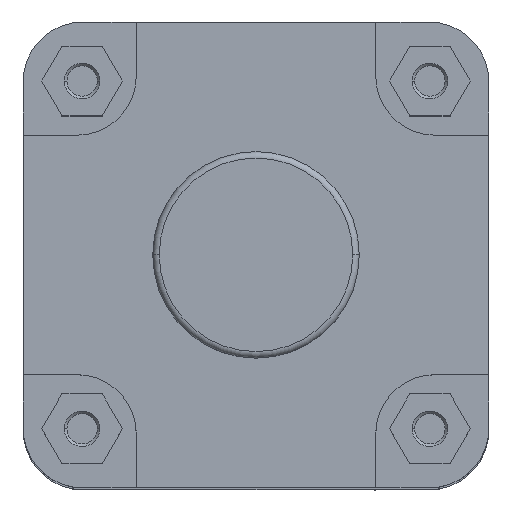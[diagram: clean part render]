
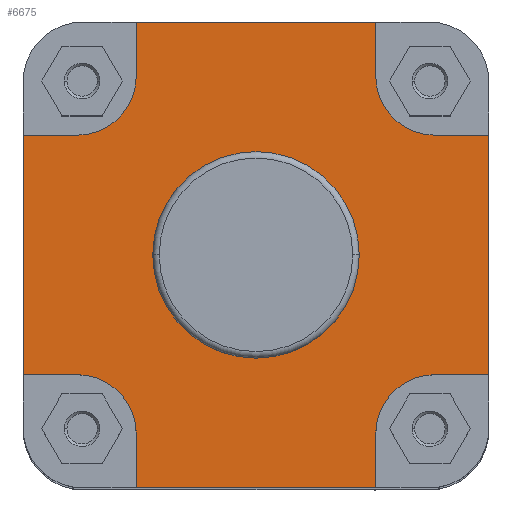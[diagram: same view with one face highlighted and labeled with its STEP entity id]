
A CAD part, top view. The second image highlights one B-rep face of the part: STEP entity #6675.
In plain terms, the highlighted planar face has unit normal (0, 0, 1).
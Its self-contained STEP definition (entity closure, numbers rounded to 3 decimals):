
#343 = EDGE_CURVE ( 'NONE', #1574, #1573, #2721, .T. ) ;
#415 = EDGE_CURVE ( 'NONE', #1506, #1507, #2835, .T. ) ;
#416 = EDGE_CURVE ( 'NONE', #1504, #1505, #2839, .T. ) ;
#417 = EDGE_CURVE ( 'NONE', #1573, #1574, #2845, .T. ) ;
#418 = EDGE_CURVE ( 'NONE', #1508, #1507, #2842, .T. ) ;
#419 = EDGE_CURVE ( 'NONE', #1505, #1506, #2848, .T. ) ;
#420 = EDGE_CURVE ( 'NONE', #1504, #1503, #2847, .T. ) ;
#421 = EDGE_CURVE ( 'NONE', #1502, #1503, #2849, .T. ) ;
#422 = EDGE_CURVE ( 'NONE', #1501, #1502, #2853, .T. ) ;
#423 = EDGE_CURVE ( 'NONE', #1500, #1501, #2852, .T. ) ;
#424 = EDGE_CURVE ( 'NONE', #1499, #1500, #2851, .T. ) ;
#425 = EDGE_CURVE ( 'NONE', #1498, #1499, #4081, .T. ) ;
#426 = EDGE_CURVE ( 'NONE', #1497, #1498, #4085, .T. ) ;
#427 = EDGE_CURVE ( 'NONE', #1496, #1497, #4084, .T. ) ;
#428 = EDGE_CURVE ( 'NONE', #1495, #1496, #4083, .T. ) ;
#429 = EDGE_CURVE ( 'NONE', #1494, #1495, #4088, .T. ) ;
#430 = EDGE_CURVE ( 'NONE', #1493, #1494, #4093, .T. ) ;
#431 = EDGE_CURVE ( 'NONE', #1508, #1493, #4092, .T. ) ;
#645 = AXIS2_PLACEMENT_3D ( 'NONE', #3424, #3426, #3427 ) ;
#669 = AXIS2_PLACEMENT_3D ( 'NONE', #3602, #3603, #3604 ) ;
#670 = AXIS2_PLACEMENT_3D ( 'NONE', #3609, #3610, #3611 ) ;
#671 = AXIS2_PLACEMENT_3D ( 'NONE', #3596, #3597, #3598 ) ;
#674 = AXIS2_PLACEMENT_3D ( 'NONE', #3618, #3619, #3620 ) ;
#675 = AXIS2_PLACEMENT_3D ( 'NONE', #3627, #3628, #3629 ) ;
#749 = AXIS2_PLACEMENT_3D ( 'NONE', #5140, #5156, #5157 ) ;
#1493 = VERTEX_POINT ( 'NONE', #4040 ) ;
#1494 = VERTEX_POINT ( 'NONE', #4041 ) ;
#1495 = VERTEX_POINT ( 'NONE', #4042 ) ;
#1496 = VERTEX_POINT ( 'NONE', #4043 ) ;
#1497 = VERTEX_POINT ( 'NONE', #4044 ) ;
#1498 = VERTEX_POINT ( 'NONE', #4045 ) ;
#1499 = VERTEX_POINT ( 'NONE', #4046 ) ;
#1500 = VERTEX_POINT ( 'NONE', #4047 ) ;
#1501 = VERTEX_POINT ( 'NONE', #4048 ) ;
#1502 = VERTEX_POINT ( 'NONE', #4049 ) ;
#1503 = VERTEX_POINT ( 'NONE', #4050 ) ;
#1504 = VERTEX_POINT ( 'NONE', #4051 ) ;
#1505 = VERTEX_POINT ( 'NONE', #4052 ) ;
#1506 = VERTEX_POINT ( 'NONE', #4053 ) ;
#1507 = VERTEX_POINT ( 'NONE', #4054 ) ;
#1508 = VERTEX_POINT ( 'NONE', #4055 ) ;
#1573 = VERTEX_POINT ( 'NONE', #4910 ) ;
#1574 = VERTEX_POINT ( 'NONE', #4911 ) ;
#2721 = CIRCLE ( 'NONE', #645, 39.9 ) ;
#2835 = LINE ( 'NONE', #3593, #2836 ) ;
#2836 = VECTOR ( 'NONE', #3594, 1000. ) ;
#2838 = VECTOR ( 'NONE', #3601, 1000. ) ;
#2839 = LINE ( 'NONE', #3587, #2841 ) ;
#2841 = VECTOR ( 'NONE', #3595, 1000. ) ;
#2842 = LINE ( 'NONE', #3600, #2838 ) ;
#2843 = VECTOR ( 'NONE', #3605, 1000. ) ;
#2844 = VECTOR ( 'NONE', #3613, 1000. ) ;
#2845 = CIRCLE ( 'NONE', #671, 39.9 ) ;
#2847 = LINE ( 'NONE', #3599, #2843 ) ;
#2848 = CIRCLE ( 'NONE', #669, 23. ) ;
#2849 = LINE ( 'NONE', #3607, #2850 ) ;
#2850 = VECTOR ( 'NONE', #3608, 1000. ) ;
#2851 = LINE ( 'NONE', #3612, #4079 ) ;
#2852 = LINE ( 'NONE', #3606, #2844 ) ;
#2853 = CIRCLE ( 'NONE', #670, 23. ) ;
#3424 = CARTESIAN_POINT ( 'NONE',  ( 0., 0., -10. ) ) ;
#3426 = DIRECTION ( 'NONE',  ( 0., 0., 1. ) ) ;
#3427 = DIRECTION ( 'NONE',  ( 1., 0., 0. ) ) ;
#3587 = CARTESIAN_POINT ( 'NONE',  ( -46.25, -69.25, -10. ) ) ;
#3593 = CARTESIAN_POINT ( 'NONE',  ( -90., -46.25, -10. ) ) ;
#3594 = DIRECTION ( 'NONE',  ( -1., 0., 0. ) ) ;
#3595 = DIRECTION ( 'NONE',  ( 0., 1., 0. ) ) ;
#3596 = CARTESIAN_POINT ( 'NONE',  ( 0., 0., -10. ) ) ;
#3597 = DIRECTION ( 'NONE',  ( 0., 0., 1. ) ) ;
#3598 = DIRECTION ( 'NONE',  ( 1., 0., 0. ) ) ;
#3599 = CARTESIAN_POINT ( 'NONE',  ( 0., -90., -10. ) ) ;
#3600 = CARTESIAN_POINT ( 'NONE',  ( -90., -198.141, -10. ) ) ;
#3601 = DIRECTION ( 'NONE',  ( 0., -1., 0. ) ) ;
#3602 = CARTESIAN_POINT ( 'NONE',  ( -69.25, -69.25, -10. ) ) ;
#3603 = DIRECTION ( 'NONE',  ( 0., 0., 1. ) ) ;
#3604 = DIRECTION ( 'NONE',  ( -1., 0., 0. ) ) ;
#3605 = DIRECTION ( 'NONE',  ( 1., 0., 0. ) ) ;
#3606 = CARTESIAN_POINT ( 'NONE',  ( 69.25, -46.25, -10. ) ) ;
#3607 = CARTESIAN_POINT ( 'NONE',  ( 46.25, -90., -10. ) ) ;
#3608 = DIRECTION ( 'NONE',  ( 0., -1., 0. ) ) ;
#3609 = CARTESIAN_POINT ( 'NONE',  ( 69.25, -69.25, -10. ) ) ;
#3610 = DIRECTION ( 'NONE',  ( 0., 0., 1. ) ) ;
#3611 = DIRECTION ( 'NONE',  ( -1., 0., 0. ) ) ;
#3612 = CARTESIAN_POINT ( 'NONE',  ( 90., -198.141, -10. ) ) ;
#3613 = DIRECTION ( 'NONE',  ( -1., 0., 0. ) ) ;
#3614 = DIRECTION ( 'NONE',  ( 0., -1., 0. ) ) ;
#3615 = CARTESIAN_POINT ( 'NONE',  ( 46.25, 69.25, -10. ) ) ;
#3616 = CARTESIAN_POINT ( 'NONE',  ( 90., 46.25, -10. ) ) ;
#3617 = DIRECTION ( 'NONE',  ( 1., 0., 0. ) ) ;
#3618 = CARTESIAN_POINT ( 'NONE',  ( 69.25, 69.25, -10. ) ) ;
#3619 = DIRECTION ( 'NONE',  ( 0., 0., 1. ) ) ;
#3620 = DIRECTION ( 'NONE',  ( -1., 0., 0. ) ) ;
#3621 = CARTESIAN_POINT ( 'NONE',  ( 0., 90., -10. ) ) ;
#3622 = DIRECTION ( 'NONE',  ( 0., -1., 0. ) ) ;
#3623 = DIRECTION ( 'NONE',  ( 1., 0., 0. ) ) ;
#3624 = CARTESIAN_POINT ( 'NONE',  ( -69.25, 46.25, -10. ) ) ;
#3625 = CARTESIAN_POINT ( 'NONE',  ( -46.25, 90., -10. ) ) ;
#3626 = DIRECTION ( 'NONE',  ( 0., 1., 0. ) ) ;
#3627 = CARTESIAN_POINT ( 'NONE',  ( -69.25, 69.25, -10. ) ) ;
#3628 = DIRECTION ( 'NONE',  ( 0., 0., 1. ) ) ;
#3629 = DIRECTION ( 'NONE',  ( -1., 0., 0. ) ) ;
#3632 = DIRECTION ( 'NONE',  ( 1., 0., 0. ) ) ;
#4040 = CARTESIAN_POINT ( 'NONE',  ( -69.25, 46.25, -10. ) ) ;
#4041 = CARTESIAN_POINT ( 'NONE',  ( -46.25, 69.25, -10. ) ) ;
#4042 = CARTESIAN_POINT ( 'NONE',  ( -46.25, 90., -10. ) ) ;
#4043 = CARTESIAN_POINT ( 'NONE',  ( 46.25, 90., -10. ) ) ;
#4044 = CARTESIAN_POINT ( 'NONE',  ( 46.25, 69.25, -10. ) ) ;
#4045 = CARTESIAN_POINT ( 'NONE',  ( 69.25, 46.25, -10. ) ) ;
#4046 = CARTESIAN_POINT ( 'NONE',  ( 90., 46.25, -10. ) ) ;
#4047 = CARTESIAN_POINT ( 'NONE',  ( 90., -46.25, -10. ) ) ;
#4048 = CARTESIAN_POINT ( 'NONE',  ( 69.25, -46.25, -10. ) ) ;
#4049 = CARTESIAN_POINT ( 'NONE',  ( 46.25, -69.25, -10. ) ) ;
#4050 = CARTESIAN_POINT ( 'NONE',  ( 46.25, -90., -10. ) ) ;
#4051 = CARTESIAN_POINT ( 'NONE',  ( -46.25, -90., -10. ) ) ;
#4052 = CARTESIAN_POINT ( 'NONE',  ( -46.25, -69.25, -10. ) ) ;
#4053 = CARTESIAN_POINT ( 'NONE',  ( -69.25, -46.25, -10. ) ) ;
#4054 = CARTESIAN_POINT ( 'NONE',  ( -90., -46.25, -10. ) ) ;
#4055 = CARTESIAN_POINT ( 'NONE',  ( -90., 46.25, -10. ) ) ;
#4079 = VECTOR ( 'NONE', #3614, 1000. ) ;
#4080 = VECTOR ( 'NONE', #3622, 1000. ) ;
#4081 = LINE ( 'NONE', #3616, #4082 ) ;
#4082 = VECTOR ( 'NONE', #3617, 1000. ) ;
#4083 = LINE ( 'NONE', #3621, #4086 ) ;
#4084 = LINE ( 'NONE', #3615, #4080 ) ;
#4085 = CIRCLE ( 'NONE', #674, 23. ) ;
#4086 = VECTOR ( 'NONE', #3623, 1000. ) ;
#4087 = VECTOR ( 'NONE', #3632, 1000. ) ;
#4088 = LINE ( 'NONE', #3625, #4089 ) ;
#4089 = VECTOR ( 'NONE', #3626, 1000. ) ;
#4092 = LINE ( 'NONE', #3624, #4087 ) ;
#4093 = CIRCLE ( 'NONE', #675, 23. ) ;
#4364 = FACE_OUTER_BOUND ( 'NONE', #6927, .T. ) ;
#4375 = FACE_BOUND ( 'NONE', #6937, .T. ) ;
#4910 = CARTESIAN_POINT ( 'NONE',  ( -39.9, 0., -10. ) ) ;
#4911 = CARTESIAN_POINT ( 'NONE',  ( 39.9, 0., -10. ) ) ;
#5140 = CARTESIAN_POINT ( 'NONE',  ( 0., 39.9, -10. ) ) ;
#5155 = PLANE ( 'NONE',  #749 ) ;
#5156 = DIRECTION ( 'NONE',  ( 0., 0., -1. ) ) ;
#5157 = DIRECTION ( 'NONE',  ( -1., 0., 0. ) ) ;
#6270 = ORIENTED_EDGE ( 'NONE', *, *, #417, .F. ) ;
#6271 = ORIENTED_EDGE ( 'NONE', *, *, #420, .T. ) ;
#6321 = ORIENTED_EDGE ( 'NONE', *, *, #418, .T. ) ;
#6378 = ORIENTED_EDGE ( 'NONE', *, *, #424, .F. ) ;
#6389 = ORIENTED_EDGE ( 'NONE', *, *, #425, .F. ) ;
#6403 = ORIENTED_EDGE ( 'NONE', *, *, #422, .F. ) ;
#6413 = ORIENTED_EDGE ( 'NONE', *, *, #430, .F. ) ;
#6417 = ORIENTED_EDGE ( 'NONE', *, *, #428, .F. ) ;
#6423 = ORIENTED_EDGE ( 'NONE', *, *, #419, .F. ) ;
#6424 = ORIENTED_EDGE ( 'NONE', *, *, #431, .F. ) ;
#6435 = ORIENTED_EDGE ( 'NONE', *, *, #415, .F. ) ;
#6473 = ORIENTED_EDGE ( 'NONE', *, *, #421, .F. ) ;
#6528 = ORIENTED_EDGE ( 'NONE', *, *, #429, .F. ) ;
#6569 = ORIENTED_EDGE ( 'NONE', *, *, #426, .F. ) ;
#6573 = ORIENTED_EDGE ( 'NONE', *, *, #423, .F. ) ;
#6607 = ORIENTED_EDGE ( 'NONE', *, *, #416, .F. ) ;
#6613 = ORIENTED_EDGE ( 'NONE', *, *, #427, .F. ) ;
#6635 = ORIENTED_EDGE ( 'NONE', *, *, #343, .F. ) ;
#6675 = ADVANCED_FACE ( 'NONE', ( #4375, #4364 ), #5155, .F. ) ;
#6927 = EDGE_LOOP ( 'NONE', ( #6321, #6435, #6423, #6607, #6271, #6473, #6403, #6573, #6378, #6389, #6569, #6613, #6417, #6528, #6413, #6424 ) ) ;
#6937 = EDGE_LOOP ( 'NONE', ( #6635, #6270 ) ) ;
